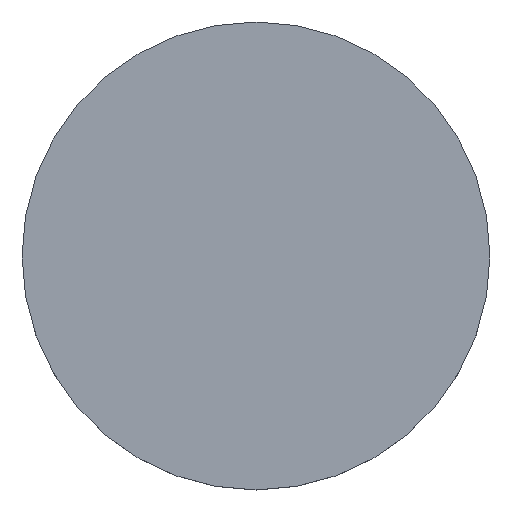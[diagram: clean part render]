
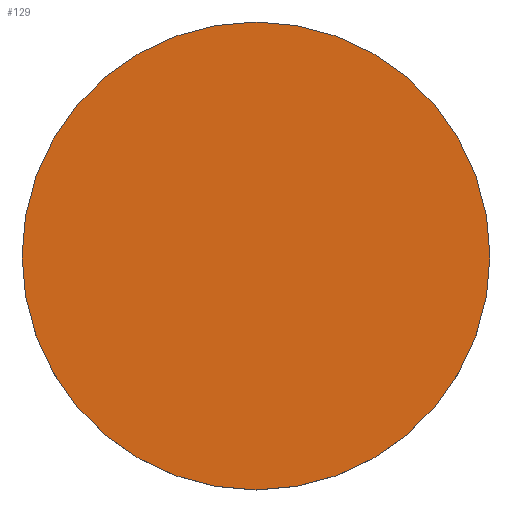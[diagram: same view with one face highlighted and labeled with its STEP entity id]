
A CAD part, top view. The second image highlights one B-rep face of the part: STEP entity #129.
In plain terms, the highlighted planar face has unit normal (0, 0, 1).
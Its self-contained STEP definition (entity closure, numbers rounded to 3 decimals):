
#6 = AXIS2_PLACEMENT_3D ( 'NONE', #70, #124, #202 ) ;
#30 = CARTESIAN_POINT ( 'NONE',  ( 25.4, 0., 5. ) ) ;
#50 = CARTESIAN_POINT ( 'NONE',  ( 0., 0., 5. ) ) ;
#51 = DIRECTION ( 'NONE',  ( 0., 0., -1. ) ) ;
#63 = ORIENTED_EDGE ( 'NONE', *, *, #74, .F. ) ;
#67 = VERTEX_POINT ( 'NONE', #212 ) ;
#70 = CARTESIAN_POINT ( 'NONE',  ( 0., 52.02, 5. ) ) ;
#73 = ORIENTED_EDGE ( 'NONE', *, *, #112, .F. ) ;
#74 = EDGE_CURVE ( 'NONE', #67, #110, #180, .T. ) ;
#110 = VERTEX_POINT ( 'NONE', #30 ) ;
#112 = EDGE_CURVE ( 'NONE', #110, #67, #227, .T. ) ;
#115 = EDGE_LOOP ( 'NONE', ( #73, #63 ) ) ;
#124 = DIRECTION ( 'NONE',  ( 0., 0., 1. ) ) ;
#129 = ADVANCED_FACE ( 'NONE', ( #143 ), #231, .T. ) ;
#132 = AXIS2_PLACEMENT_3D ( 'NONE', #232, #51, #177 ) ;
#143 = FACE_OUTER_BOUND ( 'NONE', #115, .T. ) ;
#145 = AXIS2_PLACEMENT_3D ( 'NONE', #50, #153, #182 ) ;
#153 = DIRECTION ( 'NONE',  ( 0., 0., -1. ) ) ;
#177 = DIRECTION ( 'NONE',  ( 1., 0., 0. ) ) ;
#180 = CIRCLE ( 'NONE', #132, 25.4 ) ;
#182 = DIRECTION ( 'NONE',  ( 1., 0., 0. ) ) ;
#202 = DIRECTION ( 'NONE',  ( 1., 0., 0. ) ) ;
#212 = CARTESIAN_POINT ( 'NONE',  ( -25.4, 0., 5. ) ) ;
#227 = CIRCLE ( 'NONE', #145, 25.4 ) ;
#231 = PLANE ( 'NONE',  #6 ) ;
#232 = CARTESIAN_POINT ( 'NONE',  ( 0., 0., 5. ) ) ;
